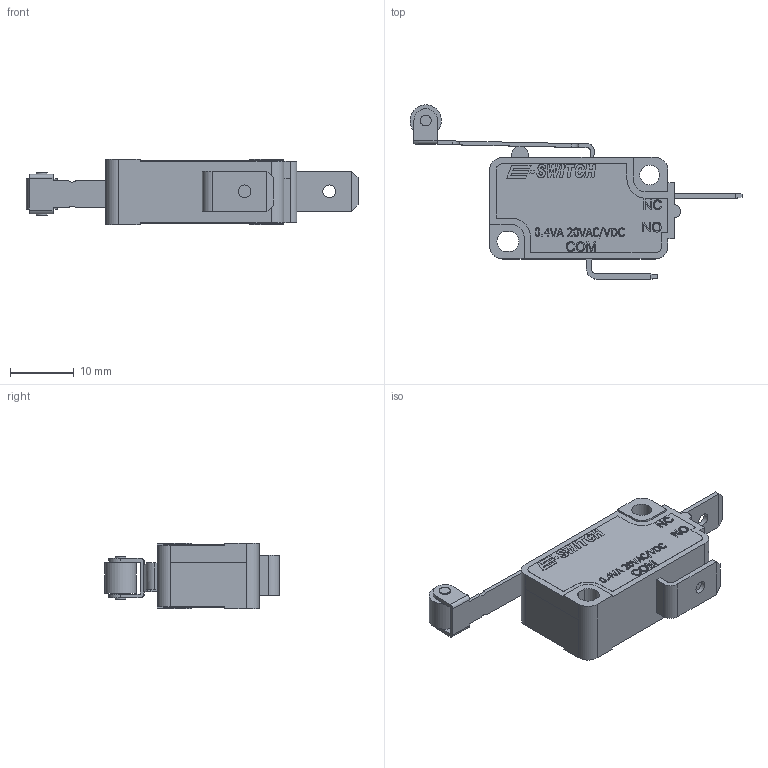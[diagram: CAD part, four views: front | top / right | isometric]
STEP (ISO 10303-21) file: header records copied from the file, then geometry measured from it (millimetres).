
FILE_DESCRIPTION((' '),'2;1');
FILE_NAME('LS085xx06FxxxC2B.stp','2017-07-28T16:13:15',(' '),(' '),' ','ACIS',' ');
FILE_SCHEMA(('CONFIG_CONTROL_DESIGN'));
Length unit declared in the file: inch
Products named in the file (1): LS085xx06FxxxC2B.stp
Bounding box: 51.97 x 27.28 x 10.3 mm (x, y, z)
Volume: 4534.8 mm3; surface area: 2943.8 mm2
Topology: 1 solids, 1 shells, 528 faces, 1429 edges, 945 vertices
Faces by surface type: plane 367, bspline 121, cylinder 40
Full cylindrical faces by diameter (mm): 1.4 x2, 1.7 x2, 2 x2, 3.1 x1, 4.92 x1
Entity records: 17706 total; most frequent: CARTESIAN_POINT 5049, ORIENTED_EDGE 2846, DIRECTION 2079, EDGE_CURVE 1424, VECTOR 1101, LINE 1101, VERTEX_POINT 945, EDGE_LOOP 590
